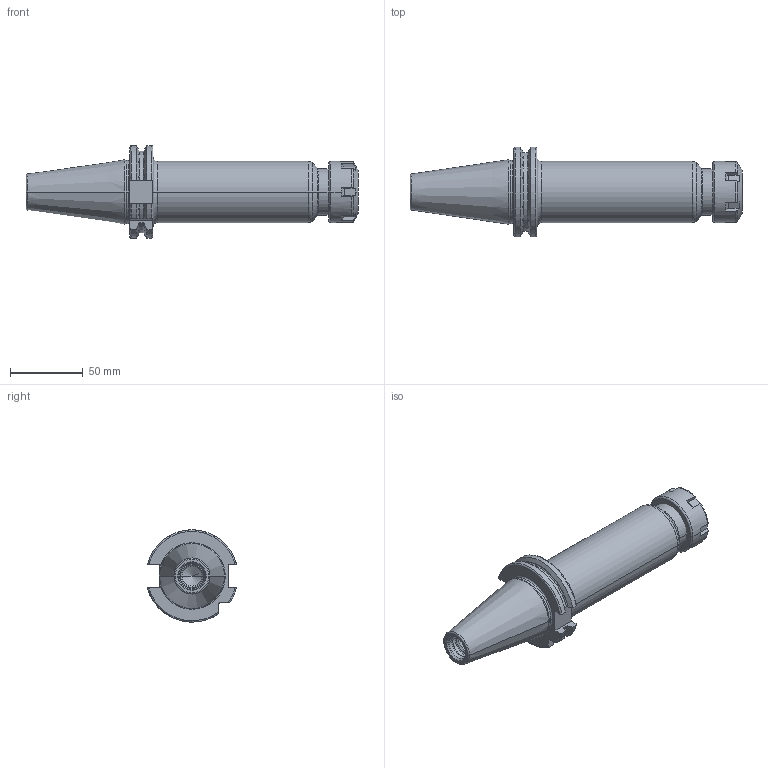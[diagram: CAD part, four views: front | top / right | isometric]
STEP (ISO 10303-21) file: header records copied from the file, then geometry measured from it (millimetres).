
FILE_DESCRIPTION((''),'2;1');
FILE_NAME('40-322-25_ASM','2011-08-31T',('mei'),(''),'PRO/ENGINEER BY PARAMETRIC TECHNOLOGY CORPORATION, 2010430','PRO/ENGINEER BY PARAMETRIC TECHNOLOGY CORPORATION, 2010430','');
FILE_SCHEMA(('CONFIG_CONTROL_DESIGN'));
Length unit declared in the file: millimetre
Products named in the file (3): 40-322-25; 83-912-25; 40-322-25_ASM
Assembly tree (2 placements, depth 2):
  40-322-25_ASM
    40-322-25
    83-912-25
Bounding box: 228.25 x 61.42 x 63.51 mm (x, y, z)
Volume: 285522.6 mm3; surface area: 43641.9 mm2
Topology: 2 solids, 3 shells, 143 faces, 370 edges, 233 vertices
Faces by surface type: plane 41, torus 38, cone 30, cylinder 28, bspline 6
Entity records: 5033 total; most frequent: CARTESIAN_POINT 1578, ORIENTED_EDGE 732, DIRECTION 692, EDGE_CURVE 368, AXIS2_PLACEMENT_3D 290, VERTEX_POINT 233, EDGE_LOOP 147, CIRCLE 146
